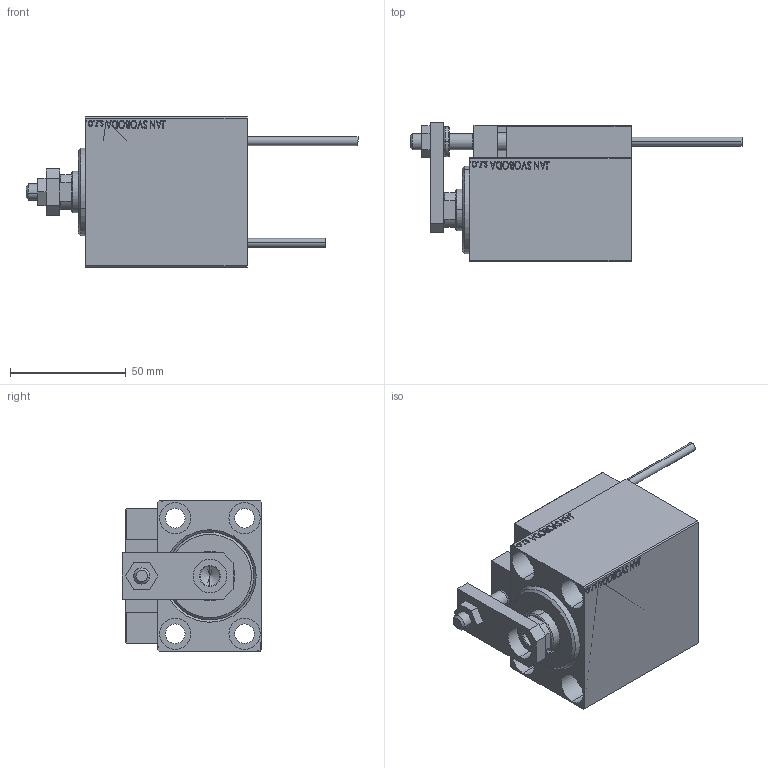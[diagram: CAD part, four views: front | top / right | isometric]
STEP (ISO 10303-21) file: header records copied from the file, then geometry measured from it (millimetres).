
FILE_DESCRIPTION (( 'STEP AP203' ), '1' );
FILE_NAME ('878d.STEP', '2024-02-13T10:25:33', ( '' ), ( '' ), 'SwSTEP 2.0', 'SolidWorks 2019', '' );
FILE_SCHEMA (( 'CONFIG_CONTROL_DESIGN' ));
Length unit declared in the file: millimetre
Products named in the file (15): V450CM_C_VCP a1edfae955ea47adfc99c16e6579e909; ZARAZKA a1edfae955ea47adfc99c16e6579e909; V450CM_C_Body a1edfae955ea47adfc99c16e6579e909; ALLEN BOLT D8 a1edfae955ea47adfc99c16e6579e909; V450CM_VC_B a1edfae955ea47adfc99c16e6579e909; 878d; KONCOVKA a1edfae955ea47adfc99c16e6579e909; SWITCH X a1edfae955ea47adfc99c16e6579e909; SWITCH DIM B,W a1edfae955ea47adfc99c16e6579e909; MAGNET a1edfae955ea47adfc99c16e6579e909; TYC_L79 a1edfae955ea47adfc99c16e6579e909; NUT_D12 a1edfae955ea47adfc99c16e6579e909; SWITCH_X_FRONT_BACK a1edfae955ea47adfc99c16e6579e909; ALLEN BOLT D5 a1edfae955ea47adfc99c16e6579e909; Block a1edfae955ea47adfc99c16e6579e909
Assembly tree (24 placements, depth 3):
  878d
    V450CM_C_Body a1edfae955ea47adfc99c16e6579e909
    SWITCH X a1edfae955ea47adfc99c16e6579e909
      SWITCH_X_FRONT_BACK a1edfae955ea47adfc99c16e6579e909  x2
      TYC_L79 a1edfae955ea47adfc99c16e6579e909
      Block a1edfae955ea47adfc99c16e6579e909  x2
      ALLEN BOLT D5 a1edfae955ea47adfc99c16e6579e909  x4
      ALLEN BOLT D8 a1edfae955ea47adfc99c16e6579e909  x4
      MAGNET a1edfae955ea47adfc99c16e6579e909  x2
      KONCOVKA a1edfae955ea47adfc99c16e6579e909  x2
    NUT_D12 a1edfae955ea47adfc99c16e6579e909
    SWITCH DIM B,W a1edfae955ea47adfc99c16e6579e909
    ZARAZKA a1edfae955ea47adfc99c16e6579e909
    V450CM_C_VCP a1edfae955ea47adfc99c16e6579e909
    V450CM_VC_B a1edfae955ea47adfc99c16e6579e909
Bounding box: 143.7 x 60.5 x 65 mm (x, y, z)
Volume: 158433.2 mm3; surface area: 63144.8 mm2
Topology: 23 solids, 23 shells, 1282 faces, 3069 edges, 1963 vertices
Faces by surface type: plane 560, bspline 380, cylinder 188, cone 106, torus 44, sphere 4
Entity records: 50301 total; most frequent: CARTESIAN_POINT 26024, ORIENTED_EDGE 5160, DIRECTION 3460, EDGE_CURVE 2580, VERTEX_POINT 1687, LINE 1486, VECTOR 1486, EDGE_LOOP 1193
